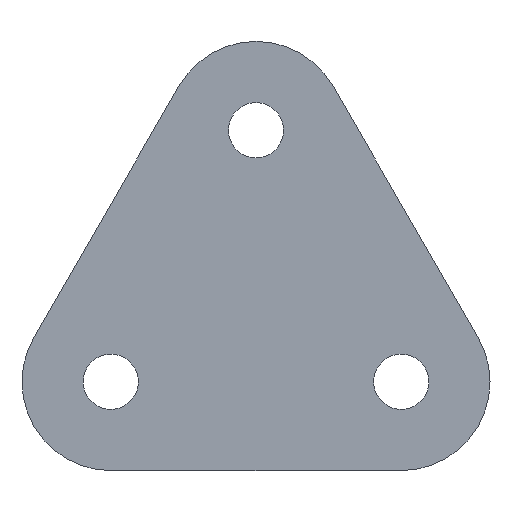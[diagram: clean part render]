
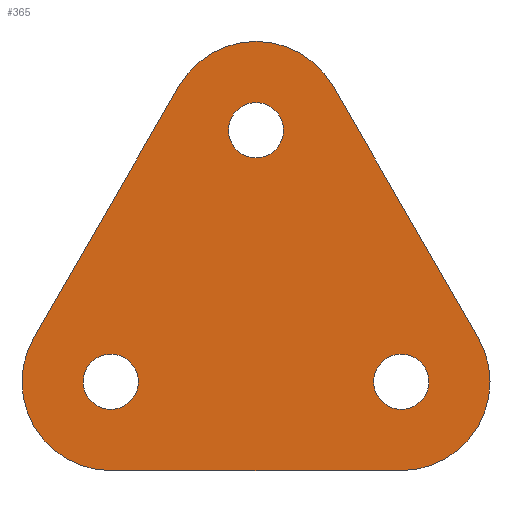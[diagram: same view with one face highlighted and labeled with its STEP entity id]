
A CAD part, left-side view. The second image highlights one B-rep face of the part: STEP entity #365.
In plain terms, the highlighted planar face has unit normal (-1, 0, 0).
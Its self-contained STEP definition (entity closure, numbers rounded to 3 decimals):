
#20=FACE_BOUND('',#76,.T.);
#21=FACE_BOUND('',#77,.T.);
#22=FACE_BOUND('',#78,.T.);
#31=PLANE('',#415);
#51=FACE_OUTER_BOUND('',#75,.T.);
#75=EDGE_LOOP('',(#327,#328,#329,#330,#331,#332));
#76=EDGE_LOOP('',(#333));
#77=EDGE_LOOP('',(#334));
#78=EDGE_LOOP('',(#335));
#89=LINE('',#663,#108);
#93=LINE('',#672,#112);
#96=LINE('',#680,#115);
#108=VECTOR('',#506,10.);
#112=VECTOR('',#516,10.);
#115=VECTOR('',#525,10.);
#139=CIRCLE('',#394,1.4);
#140=CIRCLE('',#396,1.4);
#141=CIRCLE('',#398,1.4);
#146=CIRCLE('',#408,4.5);
#147=CIRCLE('',#411,4.5);
#148=CIRCLE('',#414,4.5);
#167=VERTEX_POINT('',#631);
#168=VERTEX_POINT('',#635);
#169=VERTEX_POINT('',#639);
#177=VERTEX_POINT('',#661);
#178=VERTEX_POINT('',#662);
#179=VERTEX_POINT('',#667);
#180=VERTEX_POINT('',#671);
#181=VERTEX_POINT('',#675);
#182=VERTEX_POINT('',#679);
#208=EDGE_CURVE('',#167,#167,#139,.T.);
#210=EDGE_CURVE('',#168,#168,#140,.T.);
#212=EDGE_CURVE('',#169,#169,#141,.T.);
#222=EDGE_CURVE('',#177,#178,#89,.T.);
#225=EDGE_CURVE('',#179,#178,#146,.T.);
#227=EDGE_CURVE('',#179,#180,#93,.T.);
#229=EDGE_CURVE('',#181,#180,#147,.T.);
#231=EDGE_CURVE('',#182,#181,#96,.T.);
#233=EDGE_CURVE('',#177,#182,#148,.T.);
#327=ORIENTED_EDGE('',*,*,#233,.F.);
#328=ORIENTED_EDGE('',*,*,#222,.T.);
#329=ORIENTED_EDGE('',*,*,#225,.F.);
#330=ORIENTED_EDGE('',*,*,#227,.T.);
#331=ORIENTED_EDGE('',*,*,#229,.F.);
#332=ORIENTED_EDGE('',*,*,#231,.F.);
#333=ORIENTED_EDGE('',*,*,#208,.T.);
#334=ORIENTED_EDGE('',*,*,#210,.T.);
#335=ORIENTED_EDGE('',*,*,#212,.T.);
#365=ADVANCED_FACE('',(#51,#20,#21,#22),#31,.F.);
#394=AXIS2_PLACEMENT_3D('',#632,#473,#474);
#396=AXIS2_PLACEMENT_3D('',#636,#478,#479);
#398=AXIS2_PLACEMENT_3D('',#640,#483,#484);
#408=AXIS2_PLACEMENT_3D('',#668,#511,#512);
#411=AXIS2_PLACEMENT_3D('',#676,#520,#521);
#414=AXIS2_PLACEMENT_3D('',#683,#529,#530);
#415=AXIS2_PLACEMENT_3D('',#684,#531,#532);
#473=DIRECTION('center_axis',(1.,0.,0.));
#474=DIRECTION('ref_axis',(0.,1.,0.));
#478=DIRECTION('center_axis',(1.,0.,0.));
#479=DIRECTION('ref_axis',(0.,1.,0.));
#483=DIRECTION('center_axis',(1.,0.,0.));
#484=DIRECTION('ref_axis',(0.,1.,0.));
#506=DIRECTION('',(0.,0.5,0.866));
#511=DIRECTION('center_axis',(1.,0.,0.));
#512=DIRECTION('ref_axis',(0.,1.,0.));
#516=DIRECTION('',(0.,0.5,-0.866));
#520=DIRECTION('center_axis',(1.,0.,0.));
#521=DIRECTION('ref_axis',(0.,1.,0.));
#525=DIRECTION('',(0.,1.,0.));
#529=DIRECTION('center_axis',(1.,0.,0.));
#530=DIRECTION('ref_axis',(0.,1.,0.));
#531=DIRECTION('center_axis',(1.,0.,0.));
#532=DIRECTION('ref_axis',(0.,1.,0.));
#631=CARTESIAN_POINT('',(0.,-1.4,8.5));
#632=CARTESIAN_POINT('Origin',(0.,0.,8.5));
#635=CARTESIAN_POINT('',(0.,5.961,-4.25));
#636=CARTESIAN_POINT('Origin',(0.,7.361,-4.25));
#639=CARTESIAN_POINT('',(0.,-8.761,-4.25));
#640=CARTESIAN_POINT('Origin',(0.,-7.361,-4.25));
#661=CARTESIAN_POINT('',(0.,-11.258,-2.));
#662=CARTESIAN_POINT('',(0.,-3.897,10.75));
#663=CARTESIAN_POINT('',(0.,-11.258,-2.));
#667=CARTESIAN_POINT('',(0.,3.897,10.75));
#668=CARTESIAN_POINT('Origin',(0.,0.,8.5));
#671=CARTESIAN_POINT('',(0.,11.258,-2.));
#672=CARTESIAN_POINT('',(0.,3.897,10.75));
#675=CARTESIAN_POINT('',(0.,7.361,-8.75));
#676=CARTESIAN_POINT('Origin',(0.,7.361,-4.25));
#679=CARTESIAN_POINT('',(0.,-7.361,-8.75));
#680=CARTESIAN_POINT('',(0.,-7.361,-8.75));
#683=CARTESIAN_POINT('Origin',(0.,-7.361,-4.25));
#684=CARTESIAN_POINT('Origin',(0.,0.,2.125));
